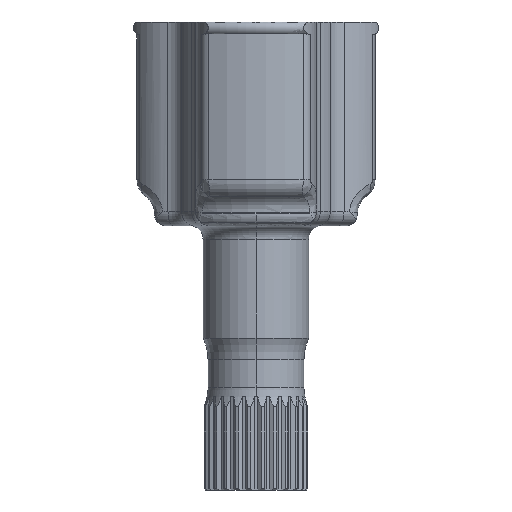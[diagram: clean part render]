
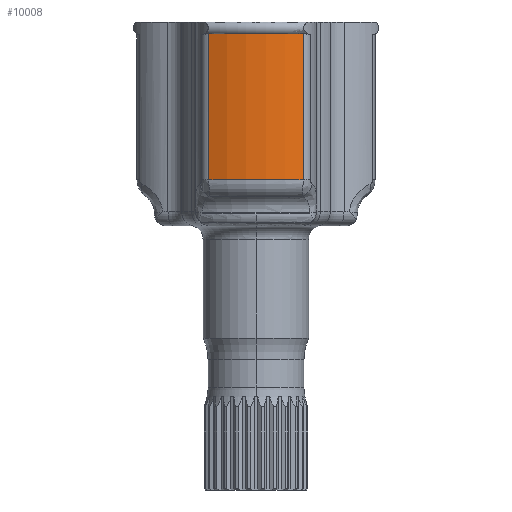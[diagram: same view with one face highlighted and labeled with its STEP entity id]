
A CAD part, front view. The second image highlights one B-rep face of the part: STEP entity #10008.
In plain terms, the highlighted cylindrical face has radius 31.75 mm (diameter 63.5 mm), a partial arc.
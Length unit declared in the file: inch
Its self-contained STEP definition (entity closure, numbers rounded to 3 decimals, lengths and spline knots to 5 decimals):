
#314 = ORIENTED_EDGE ( 'NONE', *, *, #1068, .F. ) ;
#387 = ORIENTED_EDGE ( 'NONE', *, *, #1030, .T. ) ;
#414 = ORIENTED_EDGE ( 'NONE', *, *, #1014, .T. ) ;
#481 = ORIENTED_EDGE ( 'NONE', *, *, #1000, .T. ) ;
#1000 = EDGE_CURVE ( 'NONE', #8153, #8188, #12152, .T. ) ;
#1014 = EDGE_CURVE ( 'NONE', #8407, #8501, #12159, .T. ) ;
#1030 = EDGE_CURVE ( 'NONE', #8501, #8153, #12179, .T. ) ;
#1068 = EDGE_CURVE ( 'NONE', #8407, #8188, #12206, .T. ) ;
#1144 = CARTESIAN_POINT ( 'NONE',  ( -0.49083, -1.1496, 0. ) ) ;
#1150 = DIRECTION ( 'NONE',  ( 0., 0., -1. ) ) ;
#1262 = DIRECTION ( 'NONE',  ( 0., 0., 1. ) ) ;
#1289 = CARTESIAN_POINT ( 'NONE',  ( 0.49083, -1.1496, 0. ) ) ;
#1374 = CARTESIAN_POINT ( 'NONE',  ( 0., 0., 4.75691 ) ) ;
#1375 = DIRECTION ( 'NONE',  ( 0., 0., -1. ) ) ;
#1376 = DIRECTION ( 'NONE',  ( 0., 1., 0. ) ) ;
#1665 = CARTESIAN_POINT ( 'NONE',  ( 0., 0., 3.23343 ) ) ;
#1666 = DIRECTION ( 'NONE',  ( 0., 0., -1. ) ) ;
#1667 = DIRECTION ( 'NONE',  ( 0., 1., 0. ) ) ;
#2237 = CARTESIAN_POINT ( 'NONE',  ( -0.49083, -1.1496, 4.75691 ) ) ;
#2254 = CARTESIAN_POINT ( 'NONE',  ( -0.49083, -1.1496, 3.23343 ) ) ;
#2331 = CARTESIAN_POINT ( 'NONE',  ( 0.49083, -1.1496, 3.23343 ) ) ;
#2361 = CARTESIAN_POINT ( 'NONE',  ( 0.49083, -1.1496, 4.75691 ) ) ;
#3745 = FACE_OUTER_BOUND ( 'NONE', #5575, .T. ) ;
#3750 = CYLINDRICAL_SURFACE ( 'NONE', #12697, 1.25 ) ;
#5312 = DIRECTION ( 'NONE',  ( 0., 1., 0. ) ) ;
#5314 = DIRECTION ( 'NONE',  ( 0., 0., -1. ) ) ;
#5316 = CARTESIAN_POINT ( 'NONE',  ( 0., 0., 0. ) ) ;
#5575 = EDGE_LOOP ( 'NONE', ( #314, #414, #387, #481 ) ) ;
#8153 = VERTEX_POINT ( 'NONE', #2237 ) ;
#8188 = VERTEX_POINT ( 'NONE', #2254 ) ;
#8407 = VERTEX_POINT ( 'NONE', #2331 ) ;
#8501 = VERTEX_POINT ( 'NONE', #2361 ) ;
#10008 = ADVANCED_FACE ( 'NONE', ( #3745 ), #3750, .T. ) ;
#12152 = LINE ( 'NONE', #1144, #12158 ) ;
#12158 = VECTOR ( 'NONE', #1150, 39.37008 ) ;
#12159 = LINE ( 'NONE', #1289, #12166 ) ;
#12166 = VECTOR ( 'NONE', #1262, 39.37008 ) ;
#12179 = CIRCLE ( 'NONE', #12485, 1.25 ) ;
#12206 = CIRCLE ( 'NONE', #13180, 1.25 ) ;
#12485 = AXIS2_PLACEMENT_3D ( 'NONE', #1374, #1375, #1376 ) ;
#12697 = AXIS2_PLACEMENT_3D ( 'NONE', #5316, #5314, #5312 ) ;
#13180 = AXIS2_PLACEMENT_3D ( 'NONE', #1665, #1666, #1667 ) ;
